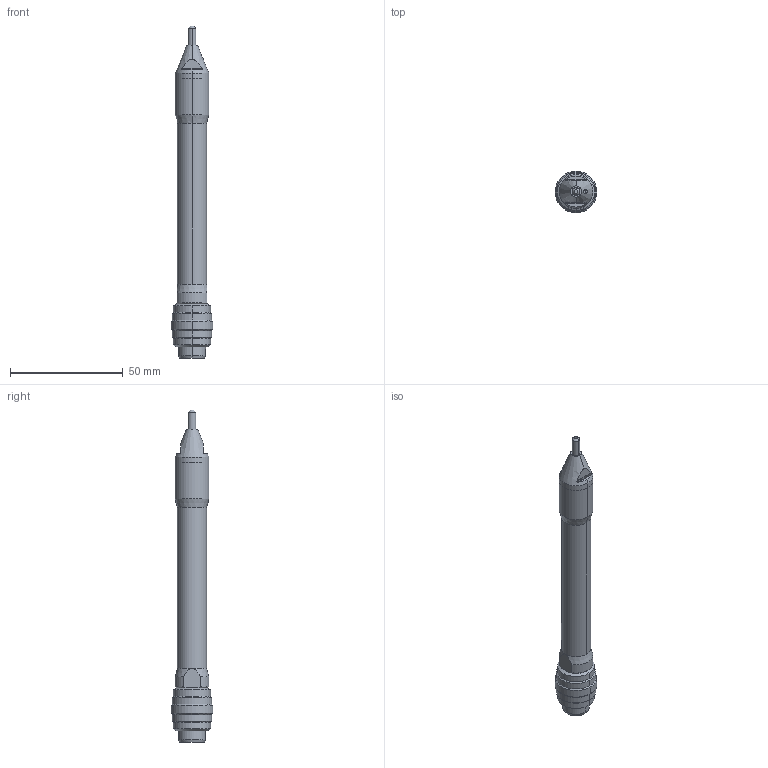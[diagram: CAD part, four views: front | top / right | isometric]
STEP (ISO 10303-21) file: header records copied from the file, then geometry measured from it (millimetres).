
FILE_DESCRIPTION((''),'2;1');
FILE_NAME('TMP165055_SW','2011-08-23T',('tooextcsr'),(''),'PRO/ENGINEER BY PARAMETRIC TECHNOLOGY CORPORATION, 2008310','PRO/ENGINEER BY PARAMETRIC TECHNOLOGY CORPORATION, 2008310','');
FILE_SCHEMA(('CONFIG_CONTROL_DESIGN', 'GEOMETRIC_VALIDATION_PROPERTIES_MIM'));
Length unit declared in the file: millimetre
Products named in the file (1): TMP165055_SW
Bounding box: 18.5 x 18.5 x 147.53 mm (x, y, z)
Surface area: 7955.1 mm2 (no closed solid volume)
Topology: 0 solids, 7 shells, 62 faces, 196 edges, 130 vertices
Faces by surface type: cylinder 26, cone 24, plane 10, torus 2
Entity records: 3087 total; most frequent: CARTESIAN_POINT 892, DIRECTION 346, ORIENTED_EDGE 318, EDGE_CURVE 196, AXIS2_PLACEMENT_3D 142, VERTEX_POINT 130, CIRCLE 80, EDGE_LOOP 72
